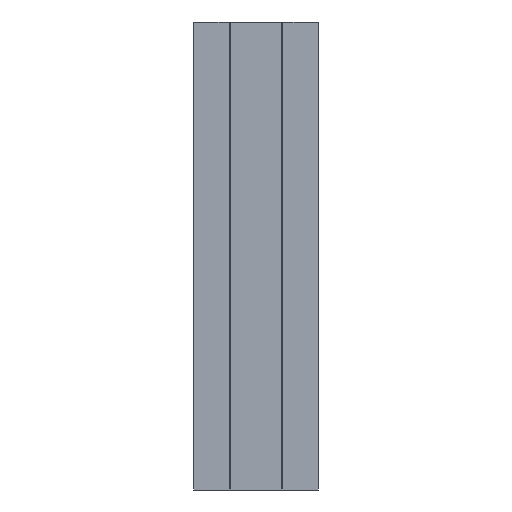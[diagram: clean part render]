
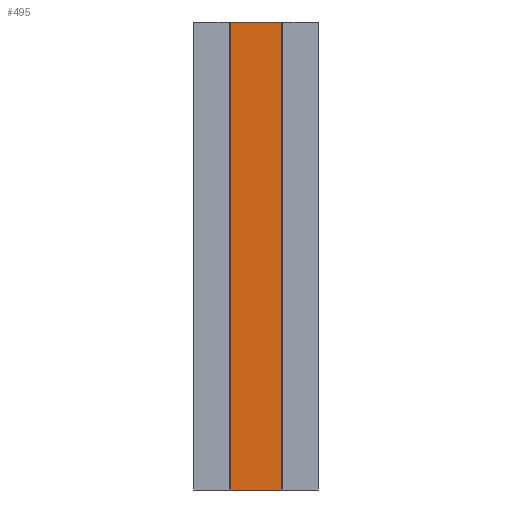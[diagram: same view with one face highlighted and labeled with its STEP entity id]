
A CAD part, front view. The second image highlights one B-rep face of the part: STEP entity #495.
In plain terms, the highlighted planar face has unit normal (0, -1, 0).
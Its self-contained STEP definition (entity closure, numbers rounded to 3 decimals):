
#13 = EDGE_CURVE ( 'NONE', #604, #39, #524, .T. ) ;
#39 = VERTEX_POINT ( 'NONE', #61 ) ;
#61 = CARTESIAN_POINT ( 'NONE',  ( 10.414, -25.4, 0. ) ) ;
#181 = ORIENTED_EDGE ( 'NONE', *, *, #1089, .T. ) ;
#193 = VECTOR ( 'NONE', #449, 1000. ) ;
#207 = LINE ( 'NONE', #1164, #787 ) ;
#220 = VECTOR ( 'NONE', #1058, 1000. ) ;
#268 = PLANE ( 'NONE',  #445 ) ;
#353 = ORIENTED_EDGE ( 'NONE', *, *, #1027, .F. ) ;
#377 = DIRECTION ( 'NONE',  ( 0., 1., 0. ) ) ;
#445 = AXIS2_PLACEMENT_3D ( 'NONE', #974, #377, #1065 ) ;
#449 = DIRECTION ( 'NONE',  ( 0., 0., -1. ) ) ;
#492 = ORIENTED_EDGE ( 'NONE', *, *, #1033, .T. ) ;
#495 = ADVANCED_FACE ( 'NONE', ( #1260 ), #268, .F. ) ;
#519 = VECTOR ( 'NONE', #764, 1000. ) ;
#524 = LINE ( 'NONE', #1052, #193 ) ;
#585 = VERTEX_POINT ( 'NONE', #1072 ) ;
#604 = VERTEX_POINT ( 'NONE', #987 ) ;
#635 = EDGE_LOOP ( 'NONE', ( #1083, #181, #353, #492 ) ) ;
#716 = VERTEX_POINT ( 'NONE', #1012 ) ;
#764 = DIRECTION ( 'NONE',  ( 0., 0., 1. ) ) ;
#787 = VECTOR ( 'NONE', #1261, 1000. ) ;
#788 = LINE ( 'NONE', #1074, #519 ) ;
#974 = CARTESIAN_POINT ( 'NONE',  ( 10.414, -25.4, 190.5 ) ) ;
#987 = CARTESIAN_POINT ( 'NONE',  ( 10.414, -25.4, 190.5 ) ) ;
#1012 = CARTESIAN_POINT ( 'NONE',  ( -10.414, -25.4, 190.5 ) ) ;
#1027 = EDGE_CURVE ( 'NONE', #585, #716, #788, .T. ) ;
#1033 = EDGE_CURVE ( 'NONE', #585, #39, #1078, .T. ) ;
#1052 = CARTESIAN_POINT ( 'NONE',  ( 10.414, -25.4, 95.25 ) ) ;
#1053 = CARTESIAN_POINT ( 'NONE',  ( 0., -25.4, 0. ) ) ;
#1058 = DIRECTION ( 'NONE',  ( 1., 0., 0. ) ) ;
#1065 = DIRECTION ( 'NONE',  ( 0., 0., -1. ) ) ;
#1072 = CARTESIAN_POINT ( 'NONE',  ( -10.414, -25.4, 0. ) ) ;
#1074 = CARTESIAN_POINT ( 'NONE',  ( -10.414, -25.4, 95.25 ) ) ;
#1078 = LINE ( 'NONE', #1053, #220 ) ;
#1083 = ORIENTED_EDGE ( 'NONE', *, *, #13, .F. ) ;
#1089 = EDGE_CURVE ( 'NONE', #604, #716, #207, .T. ) ;
#1164 = CARTESIAN_POINT ( 'NONE',  ( 0., -25.4, 190.5 ) ) ;
#1260 = FACE_OUTER_BOUND ( 'NONE', #635, .T. ) ;
#1261 = DIRECTION ( 'NONE',  ( -1., 0., 0. ) ) ;
